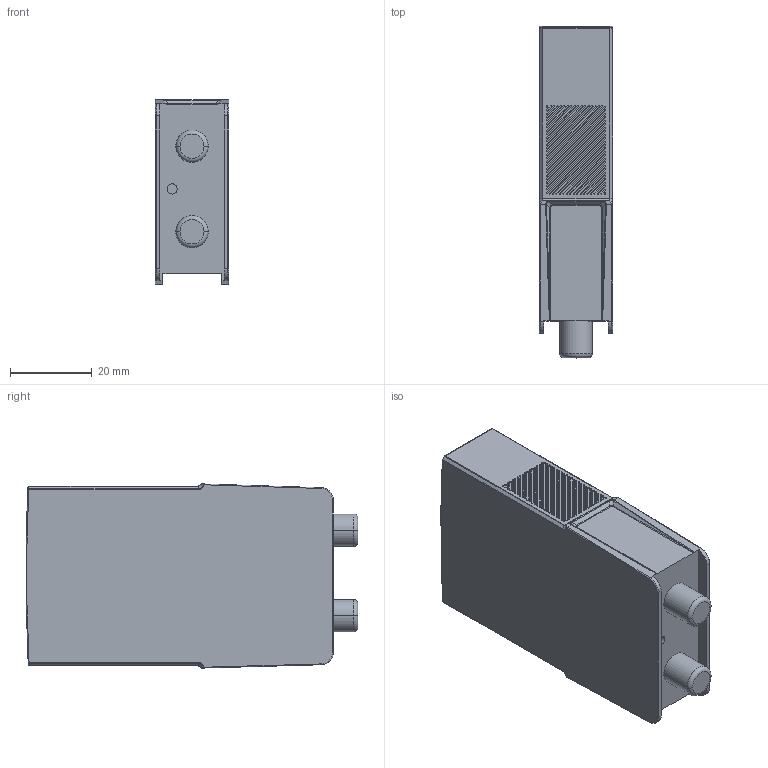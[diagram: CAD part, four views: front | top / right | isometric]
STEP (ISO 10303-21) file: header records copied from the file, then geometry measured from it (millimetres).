
FILE_DESCRIPTION((''),'2;1');
FILE_NAME('59_MODULE_T1','2024-06-10T15:04:06',('sebastjan.kamensek'),('Audax d.o.o.'),'CREO PARAMETRIC BY PTC INC, 2023014','CREO PARAMETRIC BY PTC INC, 2023014','');
FILE_SCHEMA(('AP242_MANAGED_MODEL_BASED_3D_ENGINEERING_MIM_LF { 1 0 10303 442 1 1 4 }'));
Length unit declared in the file: millimetre
Products named in the file (1): 59_MODULE_T1
Bounding box: 18 x 81.14 x 45 mm (x, y, z)
Volume: 55657.5 mm3; surface area: 11981.2 mm2
Topology: 1 solids, 1 shells, 395 faces, 1123 edges, 760 vertices
Faces by surface type: plane 170, cylinder 157, torus 26, bspline 21, sphere 17, cone 4
Entity records: 18391 total; most frequent: CARTESIAN_POINT 4435, DIRECTION 2282, ORIENTED_EDGE 2212, EDGE_CURVE 1106, AXIS2_PLACEMENT_3D 888, VERTEX_POINT 760, CIRCLE 514, VECTOR 506
